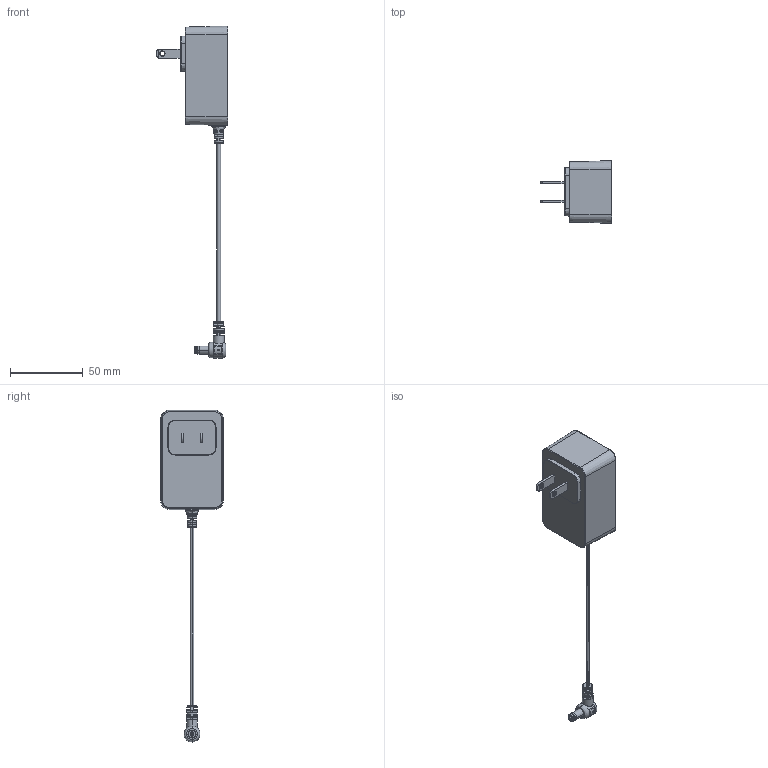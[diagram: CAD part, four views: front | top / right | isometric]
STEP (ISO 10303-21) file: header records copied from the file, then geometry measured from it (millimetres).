
FILE_DESCRIPTION (( 'STEP AP203' ), '1' );
FILE_NAME ('16-00210.STEP', '2019-08-13T20:49:22', ( '' ), ( '' ), 'SwSTEP 2.0', 'SolidWorks 2015', '' );
FILE_SCHEMA (( 'CONFIG_CONTROL_DESIGN' ));
Length unit declared in the file: millimetre
Products named in the file (14): 26-00002; 10-03172; 50-00133; Nema 1-15 plug; 26-00002_bottom case; UL_1-15 pin; 50-00133 shell; 50-00133 insulator; 26-00002_top case; 24-00279; 50-00133 contact; 30-00344_power supply; 16-00210; 24-00006
Assembly tree (14 placements, depth 4):
  16-00210
    10-03172
      30-00344_power supply
      24-00279
      24-00006
      50-00133
        50-00133 contact
        50-00133 insulator
        50-00133 shell
    26-00002
      26-00002_bottom case
      26-00002_top case
    Nema 1-15 plug
      UL_1-15 pin  x2
Bounding box: 49.5 x 42.97 x 228.45 mm (x, y, z)
Volume: 28325.6 mm3; surface area: 34424.9 mm2
Topology: 93 solids, 93 shells, 1156 faces, 2583 edges, 1677 vertices
Faces by surface type: plane 638, cylinder 300, bspline 142, cone 40, torus 36
Entity records: 38668 total; most frequent: CARTESIAN_POINT 12552, ORIENTED_EDGE 5038, DIRECTION 4970, EDGE_CURVE 2519, AXIS2_PLACEMENT_3D 1807, VERTEX_POINT 1637, VECTOR 1356, LINE 1356
